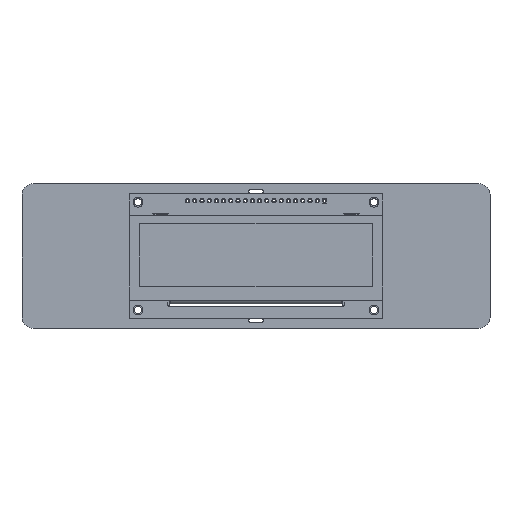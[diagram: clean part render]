
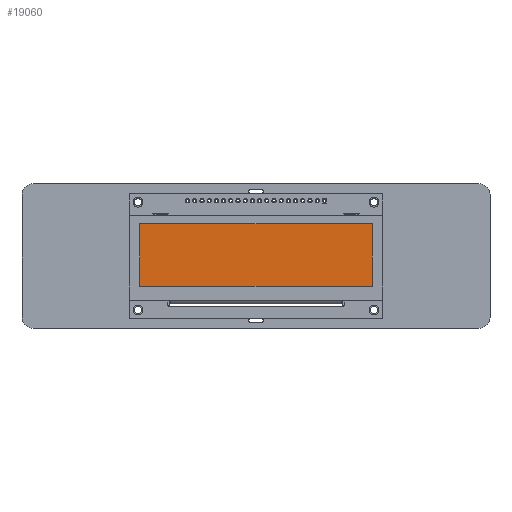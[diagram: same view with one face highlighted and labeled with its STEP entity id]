
A CAD part, top view. The second image highlights one B-rep face of the part: STEP entity #19060.
In plain terms, the highlighted planar face has unit normal (0, 0, 1).
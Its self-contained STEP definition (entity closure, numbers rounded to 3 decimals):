
#16760 = PLANE('',#16761);
#16761 = AXIS2_PLACEMENT_3D('',#16762,#16763,#16764);
#16762 = CARTESIAN_POINT('',(41.,-10.6,3.));
#16763 = DIRECTION('',(-1.,0.,0.));
#16764 = DIRECTION('',(0.,-1.,0.));
#16788 = PLANE('',#16789);
#16789 = AXIS2_PLACEMENT_3D('',#16790,#16791,#16792);
#16790 = CARTESIAN_POINT('',(-41.,-10.6,3.));
#16791 = DIRECTION('',(0.,1.,0.));
#16792 = DIRECTION('',(-1.,0.,0.));
#16816 = PLANE('',#16817);
#16817 = AXIS2_PLACEMENT_3D('',#16818,#16819,#16820);
#16818 = CARTESIAN_POINT('',(-41.,11.4,3.));
#16819 = DIRECTION('',(1.,0.,-0.));
#16820 = DIRECTION('',(-0.,0.,-1.));
#16842 = PLANE('',#16843);
#16843 = AXIS2_PLACEMENT_3D('',#16844,#16845,#16846);
#16844 = CARTESIAN_POINT('',(41.,11.4,3.));
#16845 = DIRECTION('',(0.,-1.,0.));
#16846 = DIRECTION('',(1.,0.,0.));
#17291 = EDGE_CURVE('',#17292,#17294,#17296,.T.);
#17292 = VERTEX_POINT('',#17293);
#17293 = CARTESIAN_POINT('',(-41.,-10.6,2.2));
#17294 = VERTEX_POINT('',#17295);
#17295 = CARTESIAN_POINT('',(41.,-10.6,2.2));
#17296 = SURFACE_CURVE('',#17297,(#17301,#17308),.PCURVE_S1.);
#17297 = LINE('',#17298,#17299);
#17298 = CARTESIAN_POINT('',(-41.,-10.6,2.2));
#17299 = VECTOR('',#17300,1.);
#17300 = DIRECTION('',(1.,0.,0.));
#17301 = PCURVE('',#16788,#17302);
#17302 = DEFINITIONAL_REPRESENTATION('',(#17303),#17307);
#17303 = LINE('',#17304,#17305);
#17304 = CARTESIAN_POINT('',(-0.,-0.8));
#17305 = VECTOR('',#17306,1.);
#17306 = DIRECTION('',(-1.,0.));
#17307 = ( GEOMETRIC_REPRESENTATION_CONTEXT(2) 
PARAMETRIC_REPRESENTATION_CONTEXT() REPRESENTATION_CONTEXT('2D SPACE',''
  ) );
#17308 = PCURVE('',#17309,#17314);
#17309 = PLANE('',#17310);
#17310 = AXIS2_PLACEMENT_3D('',#17311,#17312,#17313);
#17311 = CARTESIAN_POINT('',(0.,0.,2.2));
#17312 = DIRECTION('',(-0.,0.,1.));
#17313 = DIRECTION('',(1.,0.,0.));
#17314 = DEFINITIONAL_REPRESENTATION('',(#17315),#17319);
#17315 = LINE('',#17316,#17317);
#17316 = CARTESIAN_POINT('',(-41.,-10.6));
#17317 = VECTOR('',#17318,1.);
#17318 = DIRECTION('',(1.,0.));
#17319 = ( GEOMETRIC_REPRESENTATION_CONTEXT(2) 
PARAMETRIC_REPRESENTATION_CONTEXT() REPRESENTATION_CONTEXT('2D SPACE',''
  ) );
#17367 = EDGE_CURVE('',#17294,#17368,#17370,.T.);
#17368 = VERTEX_POINT('',#17369);
#17369 = CARTESIAN_POINT('',(41.,11.4,2.2));
#17370 = SURFACE_CURVE('',#17371,(#17375,#17382),.PCURVE_S1.);
#17371 = LINE('',#17372,#17373);
#17372 = CARTESIAN_POINT('',(41.,-10.6,2.2));
#17373 = VECTOR('',#17374,1.);
#17374 = DIRECTION('',(0.,1.,0.));
#17375 = PCURVE('',#16760,#17376);
#17376 = DEFINITIONAL_REPRESENTATION('',(#17377),#17381);
#17377 = LINE('',#17378,#17379);
#17378 = CARTESIAN_POINT('',(0.,-0.8));
#17379 = VECTOR('',#17380,1.);
#17380 = DIRECTION('',(-1.,0.));
#17381 = ( GEOMETRIC_REPRESENTATION_CONTEXT(2) 
PARAMETRIC_REPRESENTATION_CONTEXT() REPRESENTATION_CONTEXT('2D SPACE',''
  ) );
#17382 = PCURVE('',#17309,#17383);
#17383 = DEFINITIONAL_REPRESENTATION('',(#17384),#17388);
#17384 = LINE('',#17385,#17386);
#17385 = CARTESIAN_POINT('',(41.,-10.6));
#17386 = VECTOR('',#17387,1.);
#17387 = DIRECTION('',(0.,1.));
#17388 = ( GEOMETRIC_REPRESENTATION_CONTEXT(2) 
PARAMETRIC_REPRESENTATION_CONTEXT() REPRESENTATION_CONTEXT('2D SPACE',''
  ) );
#17416 = EDGE_CURVE('',#17368,#17417,#17419,.T.);
#17417 = VERTEX_POINT('',#17418);
#17418 = CARTESIAN_POINT('',(-41.,11.4,2.2));
#17419 = SURFACE_CURVE('',#17420,(#17424,#17431),.PCURVE_S1.);
#17420 = LINE('',#17421,#17422);
#17421 = CARTESIAN_POINT('',(41.,11.4,2.2));
#17422 = VECTOR('',#17423,1.);
#17423 = DIRECTION('',(-1.,0.,0.));
#17424 = PCURVE('',#16842,#17425);
#17425 = DEFINITIONAL_REPRESENTATION('',(#17426),#17430);
#17426 = LINE('',#17427,#17428);
#17427 = CARTESIAN_POINT('',(0.,-0.8));
#17428 = VECTOR('',#17429,1.);
#17429 = DIRECTION('',(-1.,0.));
#17430 = ( GEOMETRIC_REPRESENTATION_CONTEXT(2) 
PARAMETRIC_REPRESENTATION_CONTEXT() REPRESENTATION_CONTEXT('2D SPACE',''
  ) );
#17431 = PCURVE('',#17309,#17432);
#17432 = DEFINITIONAL_REPRESENTATION('',(#17433),#17437);
#17433 = LINE('',#17434,#17435);
#17434 = CARTESIAN_POINT('',(41.,11.4));
#17435 = VECTOR('',#17436,1.);
#17436 = DIRECTION('',(-1.,0.));
#17437 = ( GEOMETRIC_REPRESENTATION_CONTEXT(2) 
PARAMETRIC_REPRESENTATION_CONTEXT() REPRESENTATION_CONTEXT('2D SPACE',''
  ) );
#17465 = EDGE_CURVE('',#17417,#17292,#17466,.T.);
#17466 = SURFACE_CURVE('',#17467,(#17471,#17478),.PCURVE_S1.);
#17467 = LINE('',#17468,#17469);
#17468 = CARTESIAN_POINT('',(-41.,11.4,2.2));
#17469 = VECTOR('',#17470,1.);
#17470 = DIRECTION('',(0.,-1.,0.));
#17471 = PCURVE('',#16816,#17472);
#17472 = DEFINITIONAL_REPRESENTATION('',(#17473),#17477);
#17473 = LINE('',#17474,#17475);
#17474 = CARTESIAN_POINT('',(0.8,0.));
#17475 = VECTOR('',#17476,1.);
#17476 = DIRECTION('',(-0.,-1.));
#17477 = ( GEOMETRIC_REPRESENTATION_CONTEXT(2) 
PARAMETRIC_REPRESENTATION_CONTEXT() REPRESENTATION_CONTEXT('2D SPACE',''
  ) );
#17478 = PCURVE('',#17309,#17479);
#17479 = DEFINITIONAL_REPRESENTATION('',(#17480),#17484);
#17480 = LINE('',#17481,#17482);
#17481 = CARTESIAN_POINT('',(-41.,11.4));
#17482 = VECTOR('',#17483,1.);
#17483 = DIRECTION('',(0.,-1.));
#17484 = ( GEOMETRIC_REPRESENTATION_CONTEXT(2) 
PARAMETRIC_REPRESENTATION_CONTEXT() REPRESENTATION_CONTEXT('2D SPACE',''
  ) );
#19060 = ADVANCED_FACE('',(#19061),#17309,.T.);
#19061 = FACE_BOUND('',#19062,.T.);
#19062 = EDGE_LOOP('',(#19063,#19064,#19065,#19066));
#19063 = ORIENTED_EDGE('',*,*,#17465,.T.);
#19064 = ORIENTED_EDGE('',*,*,#17291,.T.);
#19065 = ORIENTED_EDGE('',*,*,#17367,.T.);
#19066 = ORIENTED_EDGE('',*,*,#17416,.T.);
